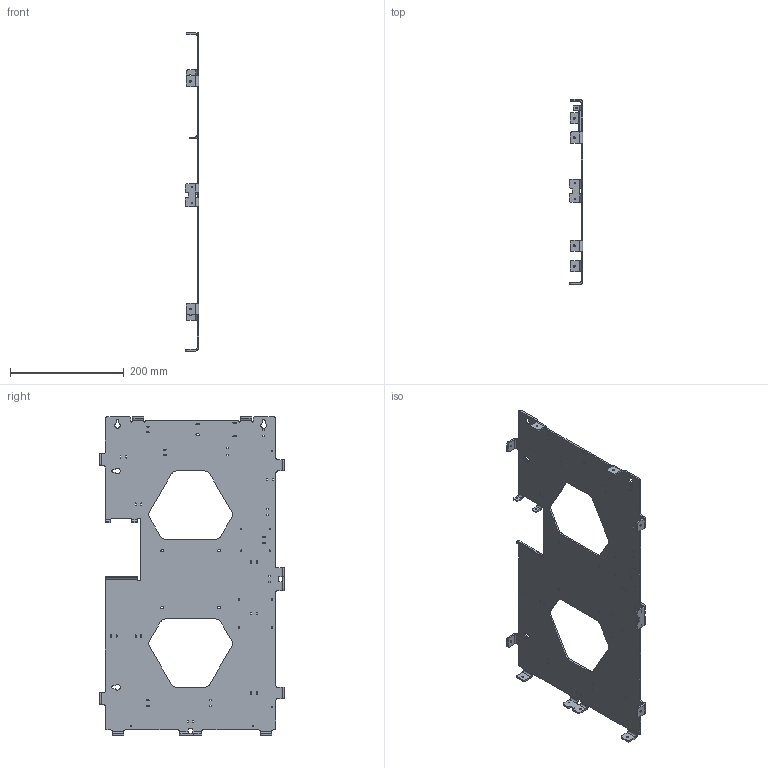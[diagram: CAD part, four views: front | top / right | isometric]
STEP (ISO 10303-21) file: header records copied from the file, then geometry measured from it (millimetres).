
FILE_DESCRIPTION(/* description */ (''),/* implementation_level */ '2;1');
FILE_NAME(/* name */ 'K9001_MP`3.stp',/* time_stamp */ '2020-11-02T16:59:49+01:00',/* author */ ('nicol'),/* organization */ (''),/* preprocessor_version */ 'ST-DEVELOPER v17',/* originating_system */ 'Autodesk Inventor 2019',/* authorisation */ '');
FILE_SCHEMA (('AUTOMOTIVE_DESIGN { 1 0 10303 214 3 1 1 }'));
Length unit declared in the file: millimetre
Products named in the file (1): K9001-MP
Bounding box: 23.79 x 325 x 559 mm (x, y, z)
Volume: 405780.9 mm3; surface area: 286919.8 mm2
Topology: 1 solids, 1 shells, 556 faces, 1616 edges, 1072 vertices
Faces by surface type: plane 312, cylinder 236, cone 4, bspline 4
Full cylindrical faces by diameter (mm): 2 x4, 2.5 x14, 3.242 x8, 4.5 x4
Entity records: 18827 total; most frequent: CARTESIAN_POINT 3329, ORIENTED_EDGE 3232, DIRECTION 3202, EDGE_CURVE 1616, LINE 1120, VECTOR 1120, VERTEX_POINT 1072, AXIS2_PLACEMENT_3D 1041
